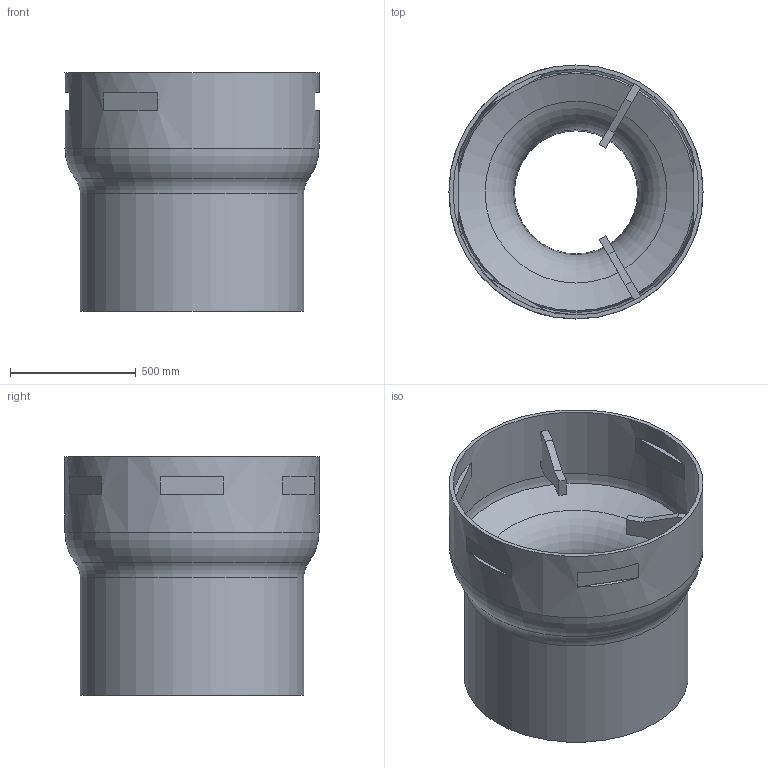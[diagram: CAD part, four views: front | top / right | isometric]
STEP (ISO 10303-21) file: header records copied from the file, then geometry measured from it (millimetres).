
FILE_DESCRIPTION(/* description */ (''),/* implementation_level */ '2;1');
FILE_NAME(/* name */ '16375.050X_3D.stp',/* time_stamp */ '2024-12-12T07:25:15+01:00',/* author */ ('CAD'),/* organization */ (''),/* preprocessor_version */ 'ST-DEVELOPER v20',/* originating_system */ 'AutoCAD Mechanical',/* authorisation */ '');
FILE_SCHEMA (('AUTOMOTIVE_DESIGN { 1 0 10303 214 3 1 1 }'));
Length unit declared in the file: centimetre
Products named in the file (2): Product; *S0
Assembly tree (1 placements, depth 2):
  Product
    *S0
Bounding box: 1012 x 1012 x 950 mm (x, y, z)
Volume: 66621760.6 mm3; surface area: 8606429.7 mm2
Topology: 4 solids, 4 shells, 72 faces, 186 edges, 118 vertices
Faces by surface type: plane 54, cylinder 6, torus 6, cone 6
Full cylindrical faces by diameter (mm): 500 x1, 530 x1, 858 x1, 890 x1, 980 x1, 1012 x1
Entity records: 2257 total; most frequent: DIRECTION 396, CARTESIAN_POINT 379, ORIENTED_EDGE 372, EDGE_CURVE 186, AXIS2_PLACEMENT_3D 135, LINE 126, VECTOR 126, VERTEX_POINT 118
